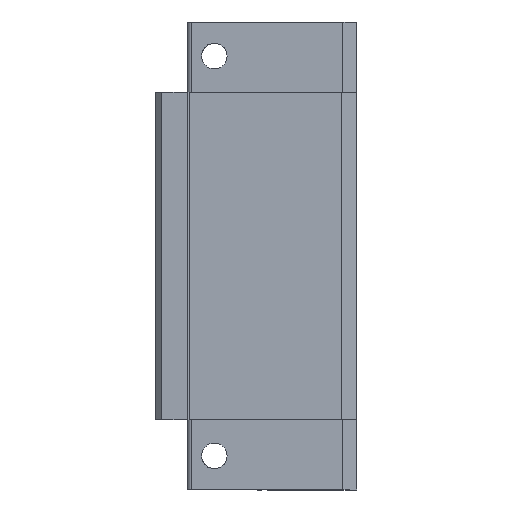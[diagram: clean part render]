
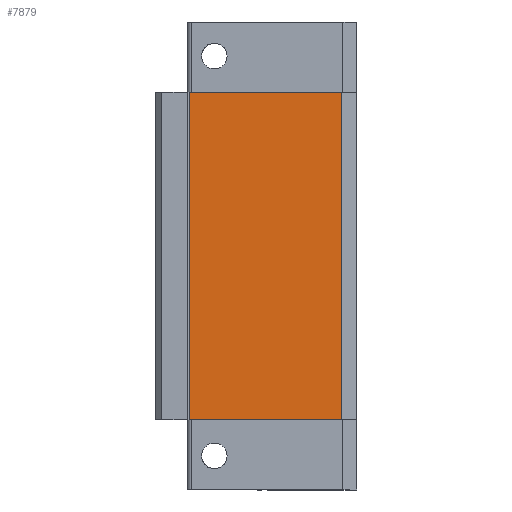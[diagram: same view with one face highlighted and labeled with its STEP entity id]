
A CAD part, left-side view. The second image highlights one B-rep face of the part: STEP entity #7879.
In plain terms, the highlighted planar face has unit normal (-1, 0, 0).
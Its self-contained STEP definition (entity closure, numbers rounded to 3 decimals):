
#1457 = CARTESIAN_POINT ( 'NONE',  ( -34.6, 0., -38.5 ) ) ;
#1833 = LINE ( 'NONE', #2184, #1834 ) ;
#1834 = VECTOR ( 'NONE', #2185, 1000. ) ;
#2184 = CARTESIAN_POINT ( 'NONE',  ( -34.6, -8., 46.2 ) ) ;
#2185 = DIRECTION ( 'NONE',  ( 0., 0., 1. ) ) ;
#2842 = CARTESIAN_POINT ( 'NONE',  ( -34.6, -43.8, 38.5 ) ) ;
#2843 = DIRECTION ( 'NONE',  ( 0., -1., 0. ) ) ;
#3257 = PLANE ( 'NONE',  #3903 ) ;
#3260 = CARTESIAN_POINT ( 'NONE',  ( -34.6, -43.8, 46.2 ) ) ;
#3266 = DIRECTION ( 'NONE',  ( 1., 0., 0. ) ) ;
#3267 = DIRECTION ( 'NONE',  ( 0., 0., -1. ) ) ;
#3299 = CARTESIAN_POINT ( 'NONE',  ( -34.6, -43.8, 46.2 ) ) ;
#3300 = DIRECTION ( 'NONE',  ( 0., 0., 1. ) ) ;
#3562 = LINE ( 'NONE', #2842, #3563 ) ;
#3563 = VECTOR ( 'NONE', #2843, 1000. ) ;
#3755 = FACE_OUTER_BOUND ( 'NONE', #6072, .T. ) ;
#3784 = LINE ( 'NONE', #3299, #3785 ) ;
#3785 = VECTOR ( 'NONE', #3300, 1000. ) ;
#3789 = LINE ( 'NONE', #1457, #3790 ) ;
#3790 = VECTOR ( 'NONE', #3914, 1000. ) ;
#3903 = AXIS2_PLACEMENT_3D ( 'NONE', #3260, #3266, #3267 ) ;
#3914 = DIRECTION ( 'NONE',  ( 0., -1., 0. ) ) ;
#4772 = CARTESIAN_POINT ( 'NONE',  ( -34.6, -8., 38.5 ) ) ;
#4774 = CARTESIAN_POINT ( 'NONE',  ( -34.6, -8., -38.5 ) ) ;
#4783 = CARTESIAN_POINT ( 'NONE',  ( -34.6, -43.8, 38.5 ) ) ;
#4796 = CARTESIAN_POINT ( 'NONE',  ( -34.6, -43.8, -38.5 ) ) ;
#4811 = VERTEX_POINT ( 'NONE', #4796 ) ;
#4824 = VERTEX_POINT ( 'NONE', #4783 ) ;
#4833 = VERTEX_POINT ( 'NONE', #4774 ) ;
#4835 = VERTEX_POINT ( 'NONE', #4772 ) ;
#6072 = EDGE_LOOP ( 'NONE', ( #8330, #8331, #8332, #8333 ) ) ;
#6775 = EDGE_CURVE ( 'NONE', #4833, #4835, #1833, .T. ) ;
#7761 = EDGE_CURVE ( 'NONE', #4835, #4824, #3562, .T. ) ;
#7879 = ADVANCED_FACE ( 'NONE', ( #3755 ), #3257, .F. ) ;
#8330 = ORIENTED_EDGE ( 'NONE', *, *, #7761, .F. ) ;
#8331 = ORIENTED_EDGE ( 'NONE', *, *, #6775, .F. ) ;
#8332 = ORIENTED_EDGE ( 'NONE', *, *, #8567, .T. ) ;
#8333 = ORIENTED_EDGE ( 'NONE', *, *, #8564, .T. ) ;
#8564 = EDGE_CURVE ( 'NONE', #4811, #4824, #3784, .T. ) ;
#8567 = EDGE_CURVE ( 'NONE', #4833, #4811, #3789, .T. ) ;
